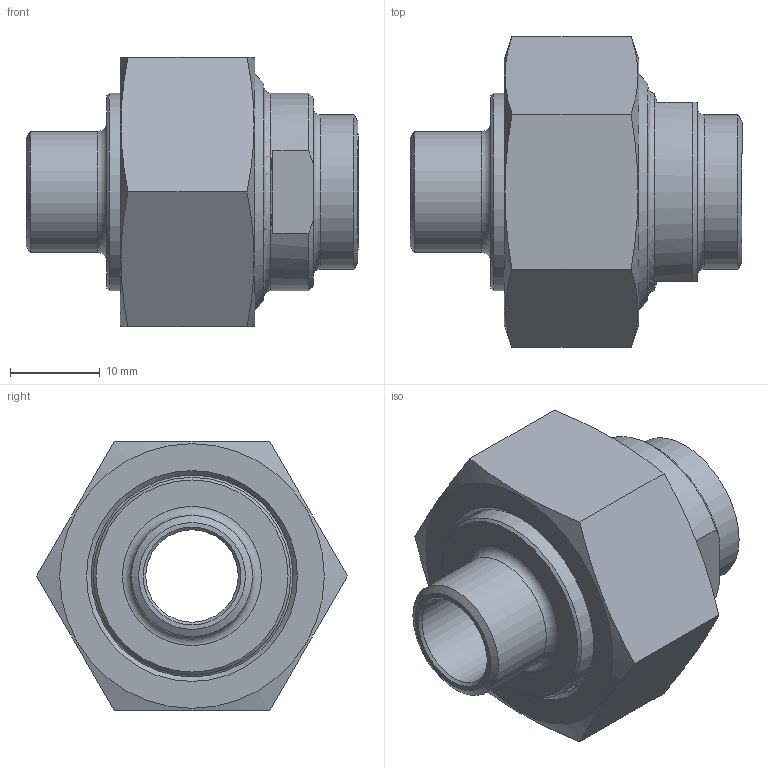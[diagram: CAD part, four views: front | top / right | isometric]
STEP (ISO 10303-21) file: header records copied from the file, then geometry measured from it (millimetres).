
FILE_DESCRIPTION(/* description */ (''),/* implementation_level */ '2;1');
FILE_NAME(/* name */ '3D_R134-SE-SG-13.5-17.2_17101656.stp',/* time_stamp */ '2021-06-28T14:37:28+02:00',/* author */ ('cad'),/* organization */ (''),/* preprocessor_version */ 'ST-DEVELOPER v18.1',/* originating_system */ 'Autodesk Inventor 2022',/* authorisation */ '');
FILE_SCHEMA (('AUTOMOTIVE_DESIGN { 1 0 10303 214 3 1 1 }'));
Length unit declared in the file: millimetre
Products named in the file (4): 3D_R134-SE-SG-13.5-17.2_17101656; 3D_R134-M-DN10_171011605; 3D_R134-SG-17.2_171011505; 3D_R134-SE-13.5-17.2_171011206
Assembly tree (3 placements, depth 2):
  3D_R134-SE-SG-13.5-17.2_17101656
    3D_R134-M-DN10_171011605
    3D_R134-SG-17.2_171011505
    3D_R134-SE-13.5-17.2_171011206
Bounding box: 37 x 34.64 x 30 mm (x, y, z)
Volume: 12443.6 mm3; surface area: 8685.8 mm2
Topology: 3 solids, 3 shells, 65 faces, 147 edges, 95 vertices
Faces by surface type: plane 23, cone 20, cylinder 12, torus 10
Full cylindrical faces by diameter (mm): 10.3 x1, 13.5 x1, 14 x1, 14.2 x1, 17.2 x1, 22 x1, 22.5 x1, 25 x1, 25.376 x1, 26.85 x1
Entity records: 2000 total; most frequent: DIRECTION 358, CARTESIAN_POINT 358, ORIENTED_EDGE 294, AXIS2_PLACEMENT_3D 158, EDGE_CURVE 147, VERTEX_POINT 95, CIRCLE 82, EDGE_LOOP 78
